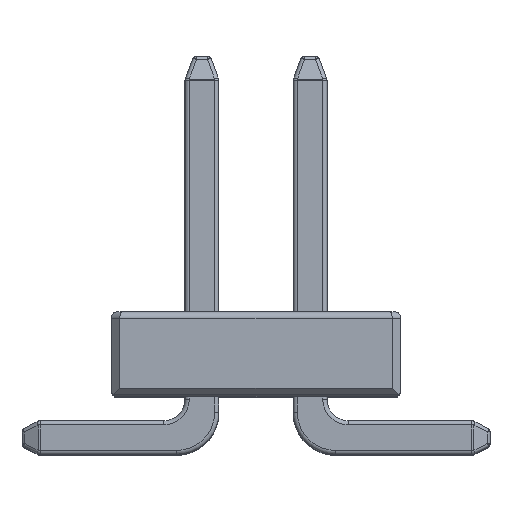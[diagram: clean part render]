
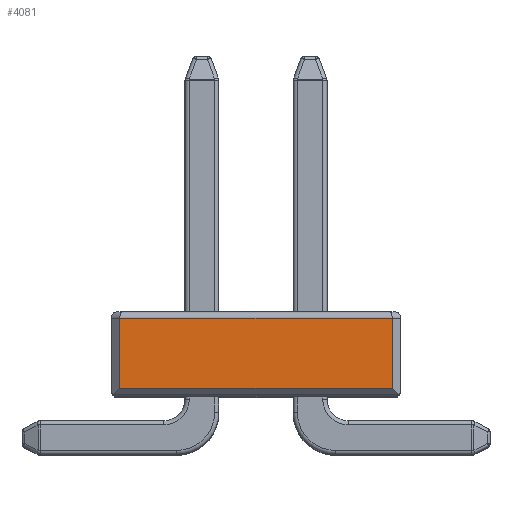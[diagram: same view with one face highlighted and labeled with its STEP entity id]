
A CAD part, top view. The second image highlights one B-rep face of the part: STEP entity #4081.
In plain terms, the highlighted planar face has unit normal (0, 0, 1).
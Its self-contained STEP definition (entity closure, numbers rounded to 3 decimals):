
#144 = CARTESIAN_POINT ( 'NONE',  ( -1.6, 0.925, 0.635 ) ) ;
#254 = VECTOR ( 'NONE', #1473, 1000. ) ;
#319 = EDGE_CURVE ( 'NONE', #3200, #5511, #3563, .T. ) ;
#1100 = LINE ( 'NONE', #2590, #2042 ) ;
#1473 = DIRECTION ( 'NONE',  ( 0., -1., 0. ) ) ;
#2042 = VECTOR ( 'NONE', #2577, 1000. ) ;
#2241 = CARTESIAN_POINT ( 'NONE',  ( 0., 0., 0.635 ) ) ;
#2296 = VECTOR ( 'NONE', #3535, 1000. ) ;
#2299 = VECTOR ( 'NONE', #4854, 1000. ) ;
#2486 = EDGE_LOOP ( 'NONE', ( #4131, #5574, #3350, #3514 ) ) ;
#2577 = DIRECTION ( 'NONE',  ( 1., 0., 0. ) ) ;
#2590 = CARTESIAN_POINT ( 'NONE',  ( 1.7, 0.1, 0.635 ) ) ;
#2699 = PLANE ( 'NONE',  #4228 ) ;
#2723 = DIRECTION ( 'NONE',  ( 1., 0., 0. ) ) ;
#3200 = VERTEX_POINT ( 'NONE', #3604 ) ;
#3350 = ORIENTED_EDGE ( 'NONE', *, *, #5530, .T. ) ;
#3514 = ORIENTED_EDGE ( 'NONE', *, *, #5209, .T. ) ;
#3523 = VERTEX_POINT ( 'NONE', #144 ) ;
#3535 = DIRECTION ( 'NONE',  ( 0., 1., 0. ) ) ;
#3555 = CARTESIAN_POINT ( 'NONE',  ( 1.6, 1., 0.635 ) ) ;
#3563 = LINE ( 'NONE', #3555, #2296 ) ;
#3604 = CARTESIAN_POINT ( 'NONE',  ( 1.6, 0.1, 0.635 ) ) ;
#3782 = CARTESIAN_POINT ( 'NONE',  ( -1.6, 0.1, 0.635 ) ) ;
#4009 = LINE ( 'NONE', #4777, #254 ) ;
#4081 = ADVANCED_FACE ( 'NONE', ( #4442 ), #2699, .T. ) ;
#4131 = ORIENTED_EDGE ( 'NONE', *, *, #319, .T. ) ;
#4228 = AXIS2_PLACEMENT_3D ( 'NONE', #2241, #5549, #2723 ) ;
#4360 = CARTESIAN_POINT ( 'NONE',  ( 0., 0.925, 0.635 ) ) ;
#4442 = FACE_OUTER_BOUND ( 'NONE', #2486, .T. ) ;
#4777 = CARTESIAN_POINT ( 'NONE',  ( -1.6, 0., 0.635 ) ) ;
#4837 = VERTEX_POINT ( 'NONE', #3782 ) ;
#4854 = DIRECTION ( 'NONE',  ( -1., 0., 0. ) ) ;
#5209 = EDGE_CURVE ( 'NONE', #4837, #3200, #1100, .T. ) ;
#5267 = CARTESIAN_POINT ( 'NONE',  ( 1.6, 0.925, 0.635 ) ) ;
#5511 = VERTEX_POINT ( 'NONE', #5267 ) ;
#5530 = EDGE_CURVE ( 'NONE', #3523, #4837, #4009, .T. ) ;
#5549 = DIRECTION ( 'NONE',  ( 0., 0., 1. ) ) ;
#5574 = ORIENTED_EDGE ( 'NONE', *, *, #6170, .T. ) ;
#5948 = LINE ( 'NONE', #4360, #2299 ) ;
#6170 = EDGE_CURVE ( 'NONE', #5511, #3523, #5948, .T. ) ;
